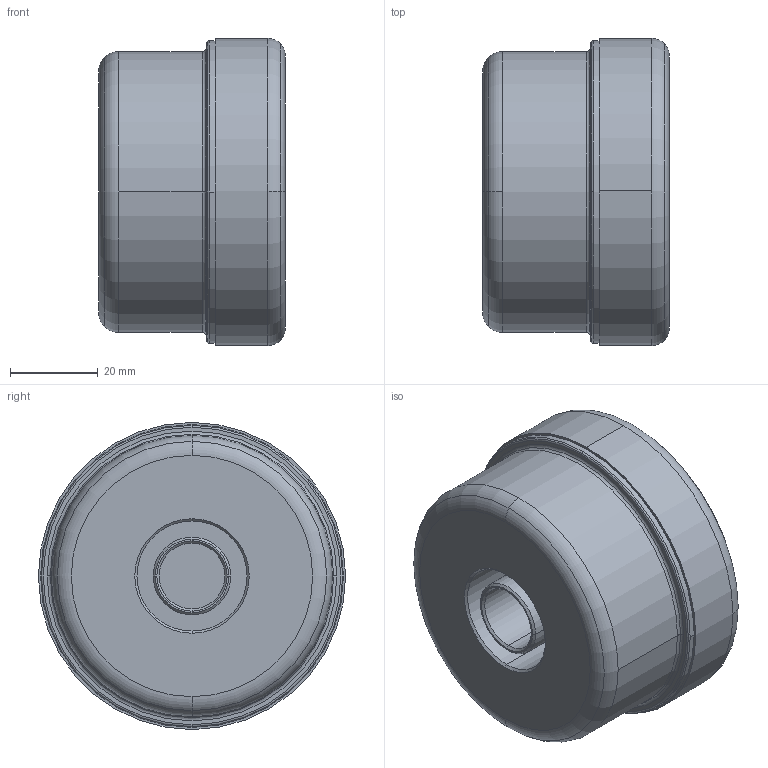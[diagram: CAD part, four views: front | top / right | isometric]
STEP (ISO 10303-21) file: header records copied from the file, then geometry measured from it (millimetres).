
FILE_DESCRIPTION((''),'2;1');
FILE_NAME('640_8_3DB_ASM','2011-11-11T',('dhelisch'),(''),'PRO/ENGINEER BY PARAMETRIC TECHNOLOGY CORPORATION, 2007250','PRO/ENGINEER BY PARAMETRIC TECHNOLOGY CORPORATION, 2007250','');
FILE_SCHEMA(('CONFIG_CONTROL_DESIGN'));
Length unit declared in the file: millimetre
Products named in the file (3): VOK2; VOK3; 640_8_3DB_ASM
Assembly tree (2 placements, depth 2):
  640_8_3DB_ASM
    VOK2
    VOK3
Bounding box: 42.5 x 70 x 70 mm (x, y, z)
Volume: 115292.8 mm3; surface area: 32643.9 mm2
Topology: 2 solids, 2 shells, 59 faces, 140 edges, 90 vertices
Faces by surface type: torus 24, cylinder 18, plane 9, cone 8
Entity records: 2343 total; most frequent: DIRECTION 382, CARTESIAN_POINT 294, ORIENTED_EDGE 280, AXIS2_PLACEMENT_3D 178, PRESENTATION_STYLE_ASSIGNMENT 142, STYLED_ITEM 142, CURVE_STYLE 140, EDGE_CURVE 140
